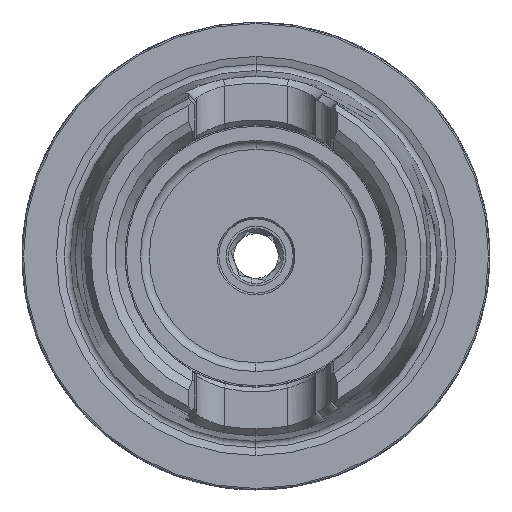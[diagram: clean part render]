
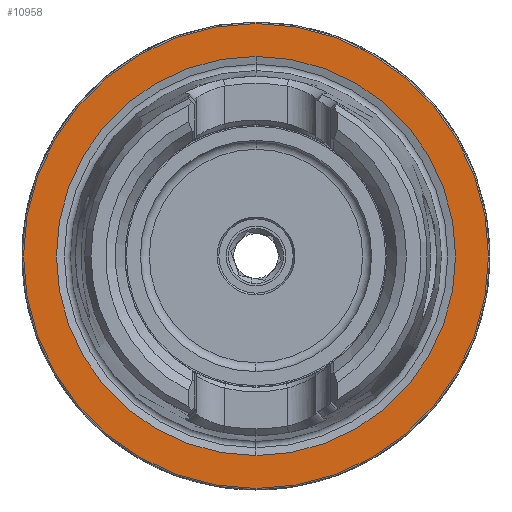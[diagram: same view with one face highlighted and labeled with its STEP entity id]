
A CAD part, left-side view. The second image highlights one B-rep face of the part: STEP entity #10958.
In plain terms, the highlighted planar face has unit normal (-1, 0, 0).
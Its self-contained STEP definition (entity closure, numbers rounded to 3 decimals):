
#22 = EDGE_LOOP ( 'NONE', ( #10723, #9357 ) ) ;
#443 = DIRECTION ( 'NONE',  ( 1., 0., 0. ) ) ;
#636 = EDGE_LOOP ( 'NONE', ( #7422, #10308 ) ) ;
#645 = FACE_OUTER_BOUND ( 'NONE', #22, .T. ) ;
#1266 = CARTESIAN_POINT ( 'NONE',  ( 0., 31.275, 0. ) ) ;
#1349 = VERTEX_POINT ( 'NONE', #1887 ) ;
#1759 = AXIS2_PLACEMENT_3D ( 'NONE', #10018, #4801, #10900 ) ;
#1887 = CARTESIAN_POINT ( 'NONE',  ( 0., 0., -26.85 ) ) ;
#2003 = AXIS2_PLACEMENT_3D ( 'NONE', #1266, #443, #6436 ) ;
#2409 = CARTESIAN_POINT ( 'NONE',  ( 0., 0., -31.275 ) ) ;
#2437 = CARTESIAN_POINT ( 'NONE',  ( 0., 0., 0. ) ) ;
#2657 = CIRCLE ( 'NONE', #11045, 26.85 ) ;
#3000 = PLANE ( 'NONE',  #2003 ) ;
#3137 = AXIS2_PLACEMENT_3D ( 'NONE', #10062, #4846, #10947 ) ;
#3193 = FACE_BOUND ( 'NONE', #636, .T. ) ;
#3301 = DIRECTION ( 'NONE',  ( 0., 0., 1. ) ) ;
#3662 = CIRCLE ( 'NONE', #3137, 31.275 ) ;
#4414 = DIRECTION ( 'NONE',  ( -1., 0., 0. ) ) ;
#4801 = DIRECTION ( 'NONE',  ( -1., 0., 0. ) ) ;
#4846 = DIRECTION ( 'NONE',  ( -1., 0., 0. ) ) ;
#5008 = CARTESIAN_POINT ( 'NONE',  ( 0., 0., 31.275 ) ) ;
#5827 = EDGE_CURVE ( 'NONE', #10585, #10149, #9332, .T. ) ;
#6436 = DIRECTION ( 'NONE',  ( 0., 0., -1. ) ) ;
#6460 = EDGE_CURVE ( 'NONE', #10149, #10585, #3662, .T. ) ;
#6930 = EDGE_CURVE ( 'NONE', #9247, #1349, #7723, .T. ) ;
#7422 = ORIENTED_EDGE ( 'NONE', *, *, #6930, .F. ) ;
#7566 = AXIS2_PLACEMENT_3D ( 'NONE', #9632, #4414, #10495 ) ;
#7723 = CIRCLE ( 'NONE', #1759, 26.85 ) ;
#8451 = DIRECTION ( 'NONE',  ( -1., 0., 0. ) ) ;
#9247 = VERTEX_POINT ( 'NONE', #9492 ) ;
#9332 = CIRCLE ( 'NONE', #7566, 31.275 ) ;
#9357 = ORIENTED_EDGE ( 'NONE', *, *, #5827, .T. ) ;
#9492 = CARTESIAN_POINT ( 'NONE',  ( 0., 0., 26.85 ) ) ;
#9547 = EDGE_CURVE ( 'NONE', #1349, #9247, #2657, .T. ) ;
#9632 = CARTESIAN_POINT ( 'NONE',  ( 0., 0., 0. ) ) ;
#10018 = CARTESIAN_POINT ( 'NONE',  ( 0., 0., 0. ) ) ;
#10062 = CARTESIAN_POINT ( 'NONE',  ( 0., 0., 0. ) ) ;
#10149 = VERTEX_POINT ( 'NONE', #5008 ) ;
#10308 = ORIENTED_EDGE ( 'NONE', *, *, #9547, .F. ) ;
#10495 = DIRECTION ( 'NONE',  ( 0., 0., 1. ) ) ;
#10585 = VERTEX_POINT ( 'NONE', #2409 ) ;
#10723 = ORIENTED_EDGE ( 'NONE', *, *, #6460, .T. ) ;
#10900 = DIRECTION ( 'NONE',  ( 0., 0., 1. ) ) ;
#10947 = DIRECTION ( 'NONE',  ( 0., 0., 1. ) ) ;
#10958 = ADVANCED_FACE ( 'NONE', ( #3193, #645 ), #3000, .F. ) ;
#11045 = AXIS2_PLACEMENT_3D ( 'NONE', #2437, #8451, #3301 ) ;
